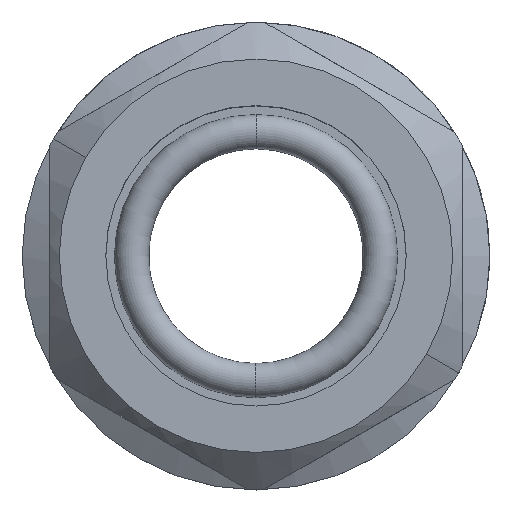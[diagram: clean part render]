
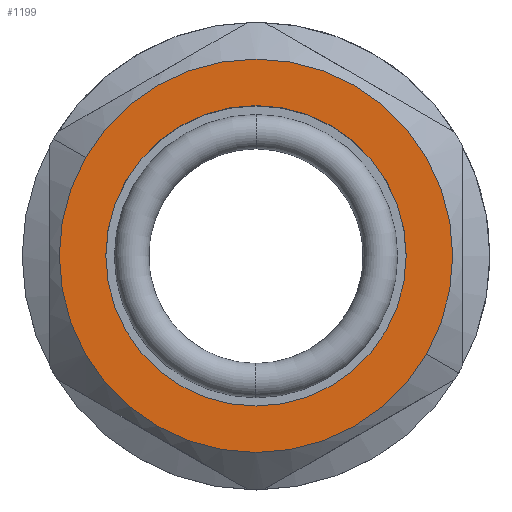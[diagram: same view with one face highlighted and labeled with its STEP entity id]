
A CAD part, top view. The second image highlights one B-rep face of the part: STEP entity #1199.
In plain terms, the highlighted planar face has unit normal (0, 0, 1).
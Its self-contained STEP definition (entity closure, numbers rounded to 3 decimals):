
#1161=AXIS2_PLACEMENT_3D('Plane Axis2P3D',#1158,#1159,#1160) ;
#1165=AXIS2_PLACEMENT_3D('Circle Axis2P3D',#1163,#1164,$) ;
#1174=AXIS2_PLACEMENT_3D('Circle Axis2P3D',#1172,#1173,$) ;
#1183=AXIS2_PLACEMENT_3D('Circle Axis2P3D',#1181,#1182,$) ;
#1192=AXIS2_PLACEMENT_3D('Circle Axis2P3D',#1190,#1191,$) ;
#1158=CARTESIAN_POINT('Axis2P3D Location',(8.5,2.238,10.)) ;
#1163=CARTESIAN_POINT('Axis2P3D Location',(8.5,8.5,10.)) ;
#1167=CARTESIAN_POINT('Vertex',(2.308,12.075,10.)) ;
#1169=CARTESIAN_POINT('Vertex',(14.692,4.925,10.)) ;
#1172=CARTESIAN_POINT('Axis2P3D Location',(8.5,8.5,10.)) ;
#1181=CARTESIAN_POINT('Axis2P3D Location',(8.5,8.5,10.)) ;
#1185=CARTESIAN_POINT('Vertex',(8.5,13.96,10.)) ;
#1187=CARTESIAN_POINT('Vertex',(8.5,3.04,10.)) ;
#1190=CARTESIAN_POINT('Axis2P3D Location',(8.5,8.5,10.)) ;
#1159=DIRECTION('Axis2P3D Direction',(0.,0.,1.)) ;
#1160=DIRECTION('Axis2P3D XDirection',(-1.,0.,0.)) ;
#1164=DIRECTION('Axis2P3D Direction',(0.,0.,1.)) ;
#1173=DIRECTION('Axis2P3D Direction',(0.,0.,1.)) ;
#1182=DIRECTION('Axis2P3D Direction',(0.,0.,1.)) ;
#1191=DIRECTION('Axis2P3D Direction',(0.,0.,1.)) ;
#1178=ORIENTED_EDGE('',*,*,#1171,.T.) ;
#1179=ORIENTED_EDGE('',*,*,#1176,.T.) ;
#1196=ORIENTED_EDGE('',*,*,#1189,.F.) ;
#1197=ORIENTED_EDGE('',*,*,#1194,.F.) ;
#1198=FACE_BOUND('',#1195,.T.) ;
#1199=ADVANCED_FACE('Hauptkoerper',(#1180,#1198),#1162,.T.) ;
#1166=CIRCLE('generated circle',#1165,7.15) ;
#1175=CIRCLE('generated circle',#1174,7.15) ;
#1184=CIRCLE('generated circle',#1183,5.46) ;
#1193=CIRCLE('generated circle',#1192,5.46) ;
#1171=EDGE_CURVE('',#1168,#1170,#1166,.T.) ;
#1176=EDGE_CURVE('',#1170,#1168,#1175,.T.) ;
#1189=EDGE_CURVE('',#1186,#1188,#1184,.T.) ;
#1194=EDGE_CURVE('',#1188,#1186,#1193,.T.) ;
#1177=EDGE_LOOP('',(#1178,#1179)) ;
#1195=EDGE_LOOP('',(#1196,#1197)) ;
#1180=FACE_OUTER_BOUND('',#1177,.T.) ;
#1162=PLANE('',#1161) ;
#1168=VERTEX_POINT('',#1167) ;
#1170=VERTEX_POINT('',#1169) ;
#1186=VERTEX_POINT('',#1185) ;
#1188=VERTEX_POINT('',#1187) ;
